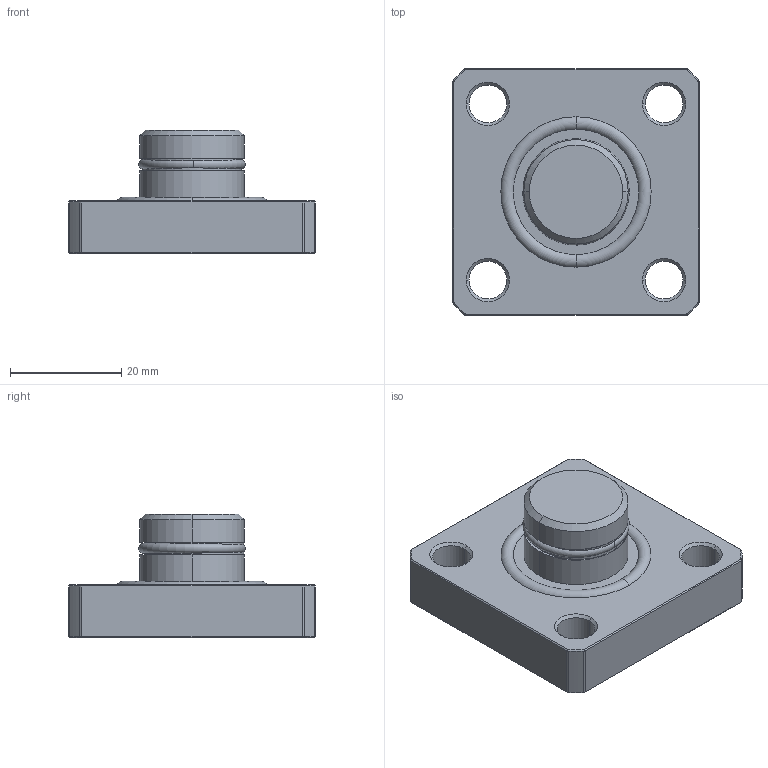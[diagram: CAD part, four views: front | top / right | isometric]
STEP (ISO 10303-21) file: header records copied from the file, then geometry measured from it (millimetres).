
FILE_DESCRIPTION (( 'STEP AP203' ), '1' );
FILE_NAME ('13020302-2000.STEP', '2023-10-04T05:35:40', ( '' ), ( '' ), 'SwSTEP 2.0', 'SolidWorks 2022', '' );
FILE_SCHEMA (( 'CONFIG_CONTROL_DESIGN' ));
Length unit declared in the file: millimetre
Products named in the file (1): 13020302-2000
Bounding box: 44.4 x 44.4 x 22.2 mm (x, y, z)
Volume: 20790.1 mm3; surface area: 6841 mm2
Topology: 1 solids, 1 shells, 92 faces, 208 edges, 122 vertices
Faces by surface type: cone 42, cylinder 28, plane 18, torus 4
Entity records: 2821 total; most frequent: CARTESIAN_POINT 613, DIRECTION 488, ORIENTED_EDGE 416, EDGE_CURVE 208, AXIS2_PLACEMENT_3D 195, VERTEX_POINT 122, EDGE_LOOP 104, CIRCLE 102
